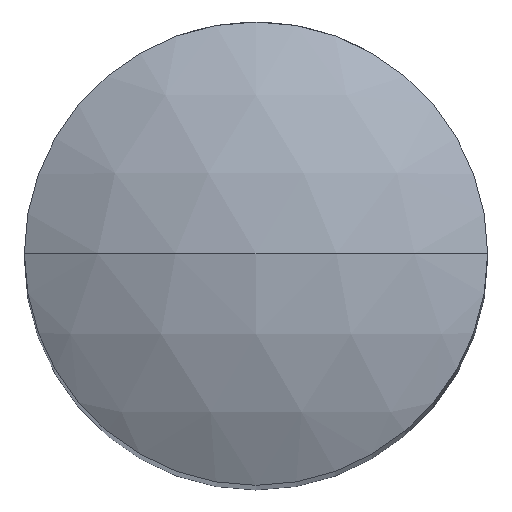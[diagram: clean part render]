
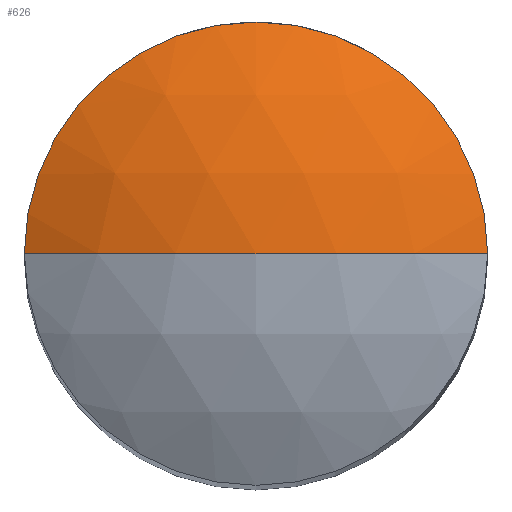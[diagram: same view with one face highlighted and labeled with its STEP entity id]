
A CAD part, top view. The second image highlights one B-rep face of the part: STEP entity #626.
In plain terms, the highlighted spherical face has radius 13 mm.
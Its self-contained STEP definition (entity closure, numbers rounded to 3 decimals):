
#9 = EDGE_LOOP ( 'NONE', ( #905, #694, #379 ) ) ;
#81 = CARTESIAN_POINT ( 'NONE',  ( -6.5, 0., 38.258 ) ) ;
#139 = DIRECTION ( 'NONE',  ( 0., 1., 0. ) ) ;
#150 = AXIS2_PLACEMENT_3D ( 'NONE', #644, #222, #710 ) ;
#165 = VERTEX_POINT ( 'NONE', #657 ) ;
#170 = AXIS2_PLACEMENT_3D ( 'NONE', #568, #139, #634 ) ;
#184 = CIRCLE ( 'NONE', #257, 6.5 ) ;
#222 = DIRECTION ( 'NONE',  ( 0., -1., 0. ) ) ;
#244 = CIRCLE ( 'NONE', #170, 13. ) ;
#257 = AXIS2_PLACEMENT_3D ( 'NONE', #332, #813, #406 ) ;
#264 = AXIS2_PLACEMENT_3D ( 'NONE', #463, #611, #674 ) ;
#321 = CARTESIAN_POINT ( 'NONE',  ( 6.5, 0., 38.258 ) ) ;
#332 = CARTESIAN_POINT ( 'NONE',  ( 0., 0., 38.258 ) ) ;
#379 = ORIENTED_EDGE ( 'NONE', *, *, #640, .F. ) ;
#391 = CIRCLE ( 'NONE', #150, 13. ) ;
#406 = DIRECTION ( 'NONE',  ( -1., 0., 0. ) ) ;
#407 = VERTEX_POINT ( 'NONE', #81 ) ;
#463 = CARTESIAN_POINT ( 'NONE',  ( 0., 0., 27. ) ) ;
#568 = CARTESIAN_POINT ( 'NONE',  ( 0., 0., 27. ) ) ;
#569 = VERTEX_POINT ( 'NONE', #321 ) ;
#570 = FACE_OUTER_BOUND ( 'NONE', #9, .T. ) ;
#611 = DIRECTION ( 'NONE',  ( 0., -1., 0. ) ) ;
#626 = ADVANCED_FACE ( 'NONE', ( #570 ), #768, .T. ) ;
#634 = DIRECTION ( 'NONE',  ( 0., 0., 1. ) ) ;
#640 = EDGE_CURVE ( 'NONE', #407, #569, #184, .T. ) ;
#644 = CARTESIAN_POINT ( 'NONE',  ( 0., 0., 27. ) ) ;
#657 = CARTESIAN_POINT ( 'NONE',  ( 0., 0., 40. ) ) ;
#674 = DIRECTION ( 'NONE',  ( 1., 0., 0. ) ) ;
#694 = ORIENTED_EDGE ( 'NONE', *, *, #781, .T. ) ;
#710 = DIRECTION ( 'NONE',  ( 1., 0., 0. ) ) ;
#768 = SPHERICAL_SURFACE ( 'NONE', #264, 13. ) ;
#781 = EDGE_CURVE ( 'NONE', #165, #569, #244, .T. ) ;
#813 = DIRECTION ( 'NONE',  ( 0., 0., -1. ) ) ;
#880 = EDGE_CURVE ( 'NONE', #165, #407, #391, .T. ) ;
#905 = ORIENTED_EDGE ( 'NONE', *, *, #880, .F. ) ;
